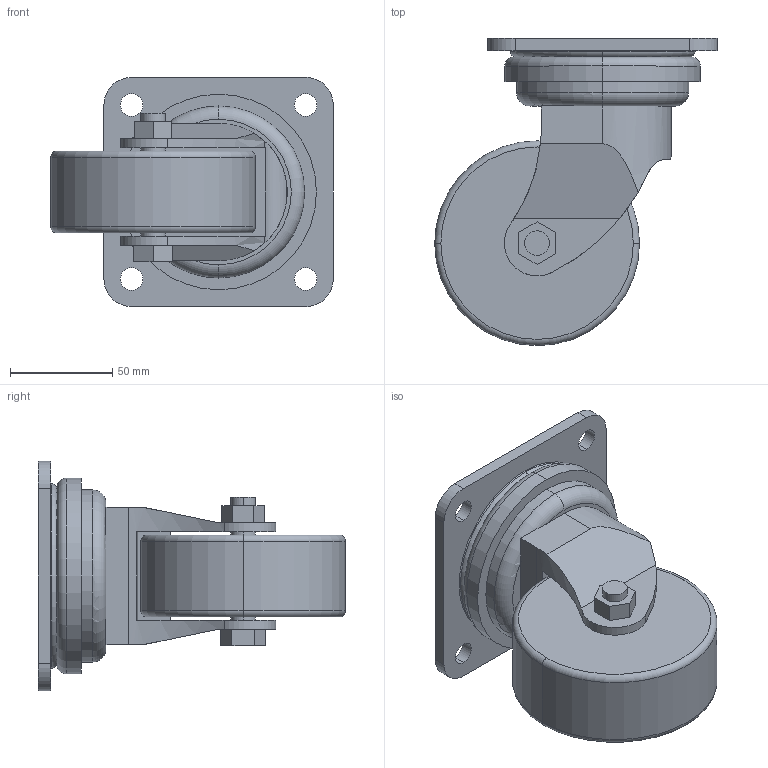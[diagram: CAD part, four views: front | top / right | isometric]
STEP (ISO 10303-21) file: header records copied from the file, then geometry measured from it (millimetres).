
FILE_DESCRIPTION (( 'STEP AP203' ), '1' );
FILE_NAME ('sone3D.STEP', '2017-12-04T04:22:15', ( '' ), ( '' ), 'SwSTEP 2.0', 'SolidWorks 2014', '' );
FILE_SCHEMA (( 'CONFIG_CONTROL_DESIGN' ));
Length unit declared in the file: millimetre
Products named in the file (1): sone3D
Bounding box: 138 x 150 x 112 mm (x, y, z)
Volume: 664858 mm3; surface area: 83270 mm2
Topology: 1 solids, 1 shells, 84 faces, 209 edges, 134 vertices
Faces by surface type: plane 39, cylinder 33, torus 12
Entity records: 2674 total; most frequent: CARTESIAN_POINT 513, DIRECTION 463, ORIENTED_EDGE 418, EDGE_CURVE 209, AXIS2_PLACEMENT_3D 180, VERTEX_POINT 134, LINE 103, VECTOR 103
